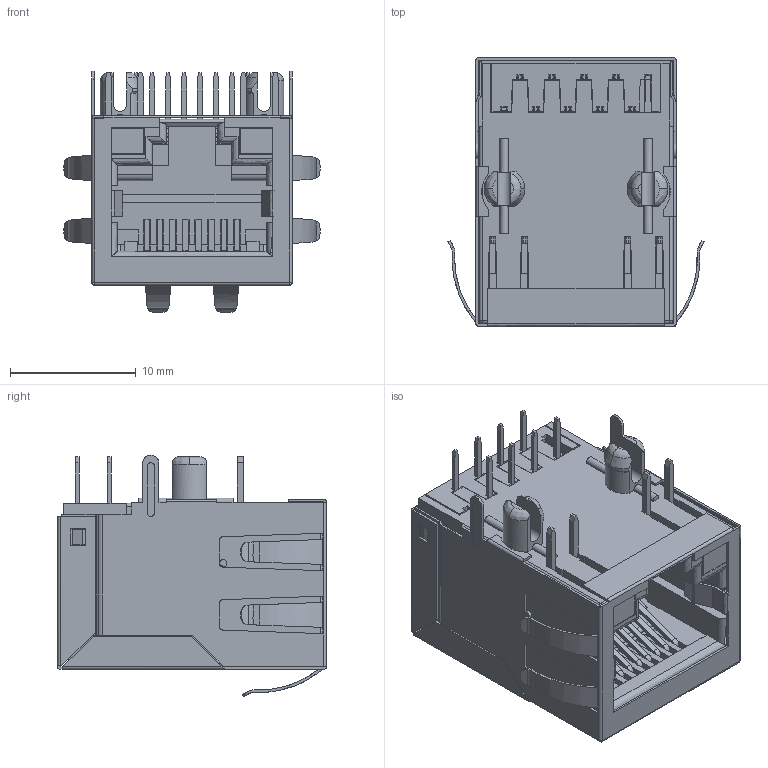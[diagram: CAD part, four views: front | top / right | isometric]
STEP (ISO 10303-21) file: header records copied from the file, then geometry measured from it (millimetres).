
FILE_DESCRIPTION(('CATIA V5 STEP Exchange','CAx-IF Rec.Pracs.--- Model Styling and Organization---1.4--- 2014-01-23'),'2;1');
FILE_NAME ('340976-2_0_2563850000_2563850000.stp','2018-12-18T12:38:32+00:00',('none'),('Weidmueller'),'CATIA Version 5-6 Release 2016 SP3 HF44','CATIA V5 STEP AP214','none');
FILE_SCHEMA(('AUTOMOTIVE_DESIGN { 1 0 10303 214 1 1 1 1 }'));
Products named in the file (1): 2563850000
Bounding box: 20.34 x 21.35 x 19.18 mm (x, y, z)
Surface area: 6050.9 mm2 (no closed solid volume)
Topology: 0 solids, 1 shells, 1694 faces, 5821 edges, 4025 vertices
Faces by surface type: plane 1316, revolution 342, bspline 36
Entity records: 65717 total; most frequent: CARTESIAN_POINT 17555, ORIENTED_EDGE 11506, DIRECTION 7596, EDGE_CURVE 5807, VERTEX_POINT 4025, VECTOR 3835, LINE 3835, AXIS2_PLACEMENT_3D 2104
